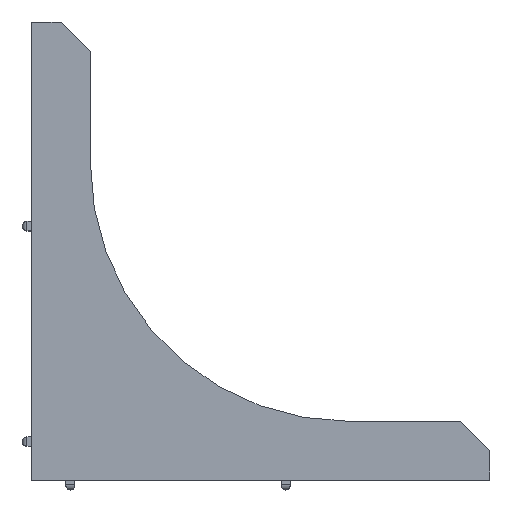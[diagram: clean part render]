
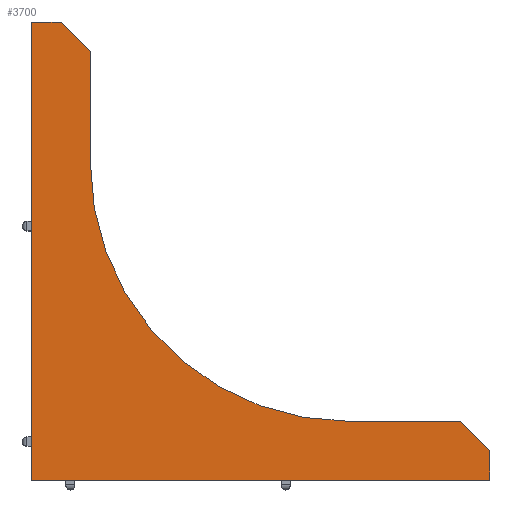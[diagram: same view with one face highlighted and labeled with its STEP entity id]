
A CAD part, top view. The second image highlights one B-rep face of the part: STEP entity #3700.
In plain terms, the highlighted planar face has unit normal (0, 0, 1).
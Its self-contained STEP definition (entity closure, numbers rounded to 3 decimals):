
#3284=CARTESIAN_POINT('',(93.64,12.86,0.0));
#3285=VERTEX_POINT('',#3284);
#3292=CARTESIAN_POINT('',(100.0,6.5,0.0));
#3293=VERTEX_POINT('',#3292);
#3294=CARTESIAN_POINT('',(100.0,6.5,0.0));
#3295=DIRECTION('',(-0.707,0.707,0.0));
#3296=VECTOR('',#3295,8.994);
#3297=LINE('',#3294,#3296);
#3298=EDGE_CURVE('',#3293,#3285,#3297,.T.);
#3322=CARTESIAN_POINT('',(69.14,12.86,0.0));
#3323=VERTEX_POINT('',#3322);
#3330=CARTESIAN_POINT('',(93.64,12.86,0.0));
#3331=DIRECTION('',(-1.0,0.0,0.0));
#3332=VECTOR('',#3331,24.5);
#3333=LINE('',#3330,#3332);
#3334=EDGE_CURVE('',#3285,#3323,#3333,.T.);
#3354=CARTESIAN_POINT('',(12.86,69.14,0.0));
#3355=VERTEX_POINT('',#3354);
#3362=CARTESIAN_POINT('',(69.14,69.14,0.0));
#3363=DIRECTION('',(0.0,0.0,-1.0));
#3364=DIRECTION('',(1.0,0.0,0.0));
#3365=AXIS2_PLACEMENT_3D('',#3362,#3363,#3364);
#3366=CIRCLE('',#3365,56.28);
#3367=EDGE_CURVE('',#3323,#3355,#3366,.T.);
#3386=CARTESIAN_POINT('',(12.86,93.64,0.0));
#3387=VERTEX_POINT('',#3386);
#3394=CARTESIAN_POINT('',(12.86,69.14,0.0));
#3395=DIRECTION('',(0.0,1.0,0.0));
#3396=VECTOR('',#3395,24.5);
#3397=LINE('',#3394,#3396);
#3398=EDGE_CURVE('',#3355,#3387,#3397,.T.);
#3415=CARTESIAN_POINT('',(6.5,100.0,0.0));
#3416=VERTEX_POINT('',#3415);
#3423=CARTESIAN_POINT('',(12.86,93.64,0.0));
#3424=DIRECTION('',(-0.707,0.707,0.0));
#3425=VECTOR('',#3424,8.994);
#3426=LINE('',#3423,#3425);
#3427=EDGE_CURVE('',#3387,#3416,#3426,.T.);
#3466=CARTESIAN_POINT('',(100.0,0.0,0.0));
#3467=VERTEX_POINT('',#3466);
#3468=CARTESIAN_POINT('',(100.0,0.0,0.0));
#3469=DIRECTION('',(0.0,1.0,0.0));
#3470=VECTOR('',#3469,6.5);
#3471=LINE('',#3468,#3470);
#3472=EDGE_CURVE('',#3467,#3293,#3471,.T.);
#3496=CARTESIAN_POINT('',(0.,100.0,0.0));
#3497=VERTEX_POINT('',#3496);
#3504=CARTESIAN_POINT('',(6.5,100.0,0.0));
#3505=DIRECTION('',(-1.0,0.0,0.0));
#3506=VECTOR('',#3505,6.5);
#3507=LINE('',#3504,#3506);
#3508=EDGE_CURVE('',#3416,#3497,#3507,.T.);
#3531=CARTESIAN_POINT('',(0.0,0.0,0.0));
#3532=VERTEX_POINT('',#3531);
#3539=CARTESIAN_POINT('',(0.,100.0,0.0));
#3540=DIRECTION('',(0.0,-1.0,0.0));
#3541=VECTOR('',#3540,100.0);
#3542=LINE('',#3539,#3541);
#3543=EDGE_CURVE('',#3497,#3532,#3542,.T.);
#3609=CARTESIAN_POINT('',(0.0,0.0,0.0));
#3610=DIRECTION('',(1.0,0.0,0.0));
#3611=VECTOR('',#3610,100.0);
#3612=LINE('',#3609,#3611);
#3613=EDGE_CURVE('',#3532,#3467,#3612,.T.);
#3684=CARTESIAN_POINT('',(28.144,28.144,0.0));
#3685=DIRECTION('',(0.0,0.0,1.0));
#3686=DIRECTION('',(1.0,0.0,0.0));
#3687=AXIS2_PLACEMENT_3D('',#3684,#3685,#3686);
#3688=PLANE('',#3687);
#3689=ORIENTED_EDGE('',*,*,#3613,.T.);
#3690=ORIENTED_EDGE('',*,*,#3472,.T.);
#3691=ORIENTED_EDGE('',*,*,#3298,.T.);
#3692=ORIENTED_EDGE('',*,*,#3334,.T.);
#3693=ORIENTED_EDGE('',*,*,#3367,.T.);
#3694=ORIENTED_EDGE('',*,*,#3398,.T.);
#3695=ORIENTED_EDGE('',*,*,#3427,.T.);
#3696=ORIENTED_EDGE('',*,*,#3508,.T.);
#3697=ORIENTED_EDGE('',*,*,#3543,.T.);
#3698=EDGE_LOOP('',(#3689,#3690,#3691,#3692,#3693,#3694,#3695,#3696,#3697));
#3699=FACE_OUTER_BOUND('',#3698,.T.);
#3700=ADVANCED_FACE('',(#3699),#3688,.T.);
